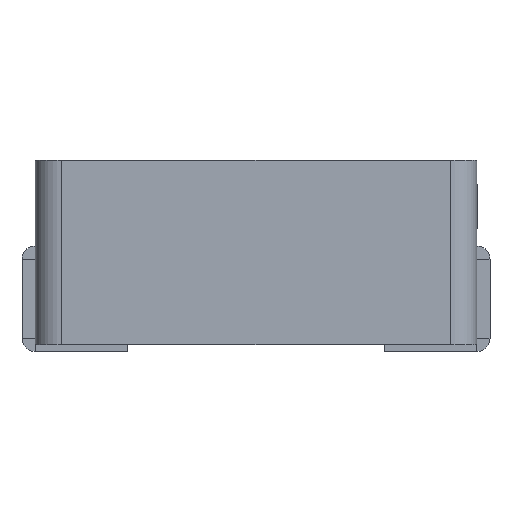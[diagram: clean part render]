
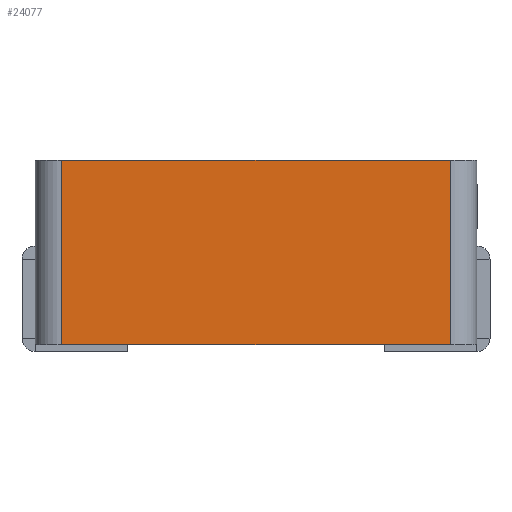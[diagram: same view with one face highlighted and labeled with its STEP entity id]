
A CAD part, front view. The second image highlights one B-rep face of the part: STEP entity #24077.
In plain terms, the highlighted planar face has unit normal (0, -1, 0).
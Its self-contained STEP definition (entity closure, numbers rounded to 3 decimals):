
#615 = VERTEX_POINT ( 'NONE', #22406 ) ;
#820 = FACE_OUTER_BOUND ( 'NONE', #11773, .T. ) ;
#845 = DIRECTION ( 'NONE',  ( 0., 0., -1. ) ) ;
#1771 = CARTESIAN_POINT ( 'NONE',  ( 2.95, -3.3, 0.1 ) ) ;
#2520 = ORIENTED_EDGE ( 'NONE', *, *, #19947, .T. ) ;
#3319 = DIRECTION ( 'NONE',  ( 1., 0., 0. ) ) ;
#4747 = VECTOR ( 'NONE', #13957, 1000. ) ;
#5172 = VERTEX_POINT ( 'NONE', #17302 ) ;
#6483 = VERTEX_POINT ( 'NONE', #16213 ) ;
#6619 = CARTESIAN_POINT ( 'NONE',  ( 2.95, -3.3, 2.9 ) ) ;
#8615 = LINE ( 'NONE', #22292, #9621 ) ;
#9621 = VECTOR ( 'NONE', #20334, 1000. ) ;
#10107 = ORIENTED_EDGE ( 'NONE', *, *, #22182, .T. ) ;
#10148 = EDGE_CURVE ( 'NONE', #615, #17328, #8615, .T. ) ;
#10446 = CARTESIAN_POINT ( 'NONE',  ( -3.35, -3.3, 2.9 ) ) ;
#10589 = EDGE_CURVE ( 'NONE', #5172, #6483, #20618, .T. ) ;
#11773 = EDGE_LOOP ( 'NONE', ( #19450, #10107, #20404, #2520 ) ) ;
#11927 = LINE ( 'NONE', #6619, #4747 ) ;
#12580 = PLANE ( 'NONE',  #14788 ) ;
#12821 = DIRECTION ( 'NONE',  ( 0., 0., 1. ) ) ;
#13957 = DIRECTION ( 'NONE',  ( 0., 0., 1. ) ) ;
#14788 = AXIS2_PLACEMENT_3D ( 'NONE', #10446, #20399, #12821 ) ;
#15110 = CARTESIAN_POINT ( 'NONE',  ( -2.95, -3.3, 2.9 ) ) ;
#16213 = CARTESIAN_POINT ( 'NONE',  ( 2.95, -3.3, 2.9 ) ) ;
#17302 = CARTESIAN_POINT ( 'NONE',  ( -2.95, -3.3, 2.9 ) ) ;
#17328 = VERTEX_POINT ( 'NONE', #1771 ) ;
#17362 = VECTOR ( 'NONE', #3319, 1000. ) ;
#18692 = CARTESIAN_POINT ( 'NONE',  ( -3.35, -3.3, 2.9 ) ) ;
#19450 = ORIENTED_EDGE ( 'NONE', *, *, #10148, .T. ) ;
#19947 = EDGE_CURVE ( 'NONE', #5172, #615, #22247, .T. ) ;
#20334 = DIRECTION ( 'NONE',  ( 1., 0., 0. ) ) ;
#20399 = DIRECTION ( 'NONE',  ( 0., 1., 0. ) ) ;
#20404 = ORIENTED_EDGE ( 'NONE', *, *, #10589, .F. ) ;
#20618 = LINE ( 'NONE', #18692, #17362 ) ;
#22182 = EDGE_CURVE ( 'NONE', #17328, #6483, #11927, .T. ) ;
#22247 = LINE ( 'NONE', #15110, #25096 ) ;
#22292 = CARTESIAN_POINT ( 'NONE',  ( -3.35, -3.3, 0.1 ) ) ;
#22406 = CARTESIAN_POINT ( 'NONE',  ( -2.95, -3.3, 0.1 ) ) ;
#24077 = ADVANCED_FACE ( 'NONE', ( #820 ), #12580, .F. ) ;
#25096 = VECTOR ( 'NONE', #845, 1000. ) ;
